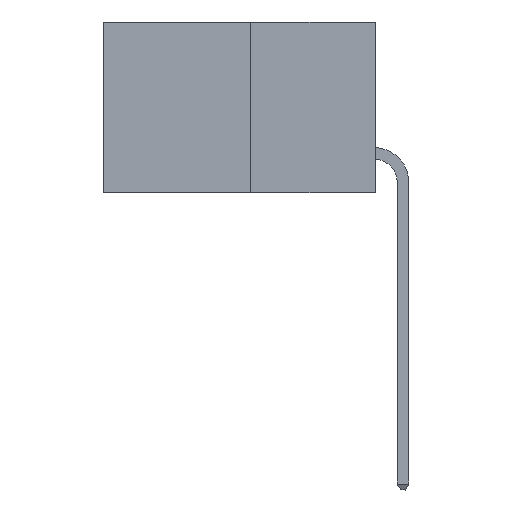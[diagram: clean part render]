
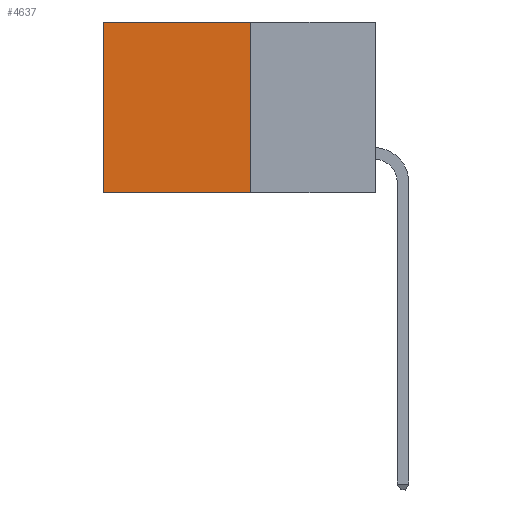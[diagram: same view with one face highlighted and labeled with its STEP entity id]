
A CAD part, left-side view. The second image highlights one B-rep face of the part: STEP entity #4637.
In plain terms, the highlighted planar face has unit normal (-1, 0, 0).
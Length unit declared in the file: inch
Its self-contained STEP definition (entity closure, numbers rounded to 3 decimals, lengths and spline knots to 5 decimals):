
#66 = DIRECTION ( 'NONE',  ( 1., 0., 0. ) ) ;
#116 = DIRECTION ( 'NONE',  ( 0., 0., -1. ) ) ;
#292 = CARTESIAN_POINT ( 'NONE',  ( 0.277, 0.27, -0.37 ) ) ;
#306 = CARTESIAN_POINT ( 'NONE',  ( 0.277, 0.27, 0. ) ) ;
#581 = VECTOR ( 'NONE', #7504, 39.37008 ) ;
#669 = PLANE ( 'NONE',  #8427 ) ;
#1502 = CARTESIAN_POINT ( 'NONE',  ( 0.277, 0.27, -0.37 ) ) ;
#1817 = CARTESIAN_POINT ( 'NONE',  ( 0.277, 0.59, -0.37 ) ) ;
#1931 = VERTEX_POINT ( 'NONE', #1817 ) ;
#3619 = FACE_OUTER_BOUND ( 'NONE', #15432, .T. ) ;
#3636 = CARTESIAN_POINT ( 'NONE',  ( 0.277, 0.59, -0.37 ) ) ;
#4637 = ADVANCED_FACE ( 'NONE', ( #3619 ), #669, .F. ) ;
#5657 = CARTESIAN_POINT ( 'NONE',  ( 0.277, 0.27, -0.37 ) ) ;
#6507 = LINE ( 'NONE', #15752, #17495 ) ;
#7305 = VERTEX_POINT ( 'NONE', #5657 ) ;
#7435 = VERTEX_POINT ( 'NONE', #306 ) ;
#7504 = DIRECTION ( 'NONE',  ( 0., 0., -1. ) ) ;
#7536 = DIRECTION ( 'NONE',  ( 0., 1., 0. ) ) ;
#8427 = AXIS2_PLACEMENT_3D ( 'NONE', #292, #66, #116 ) ;
#8571 = LINE ( 'NONE', #1502, #581 ) ;
#9580 = VERTEX_POINT ( 'NONE', #10621 ) ;
#10179 = EDGE_CURVE ( 'NONE', #7305, #1931, #6507, .T. ) ;
#10417 = LINE ( 'NONE', #14795, #17909 ) ;
#10621 = CARTESIAN_POINT ( 'NONE',  ( 0.277, 0.59, 0. ) ) ;
#10764 = ORIENTED_EDGE ( 'NONE', *, *, #19224, .F. ) ;
#11041 = EDGE_CURVE ( 'NONE', #9580, #1931, #14398, .T. ) ;
#12604 = DIRECTION ( 'NONE',  ( 0., 0., -1. ) ) ;
#13925 = VECTOR ( 'NONE', #12604, 39.37008 ) ;
#14398 = LINE ( 'NONE', #3636, #13925 ) ;
#14795 = CARTESIAN_POINT ( 'NONE',  ( 0.277, 0.27, 0. ) ) ;
#15432 = EDGE_LOOP ( 'NONE', ( #17312, #18234, #10764, #18698 ) ) ;
#15752 = CARTESIAN_POINT ( 'NONE',  ( 0.277, 0.27, -0.37 ) ) ;
#16314 = DIRECTION ( 'NONE',  ( 0., 1., 0. ) ) ;
#17312 = ORIENTED_EDGE ( 'NONE', *, *, #11041, .T. ) ;
#17495 = VECTOR ( 'NONE', #7536, 39.37008 ) ;
#17909 = VECTOR ( 'NONE', #16314, 39.37008 ) ;
#18234 = ORIENTED_EDGE ( 'NONE', *, *, #10179, .F. ) ;
#18698 = ORIENTED_EDGE ( 'NONE', *, *, #19140, .T. ) ;
#19140 = EDGE_CURVE ( 'NONE', #7435, #9580, #10417, .T. ) ;
#19224 = EDGE_CURVE ( 'NONE', #7435, #7305, #8571, .T. ) ;
